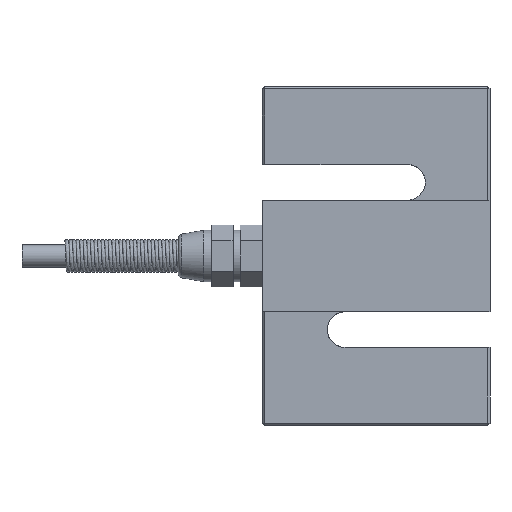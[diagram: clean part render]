
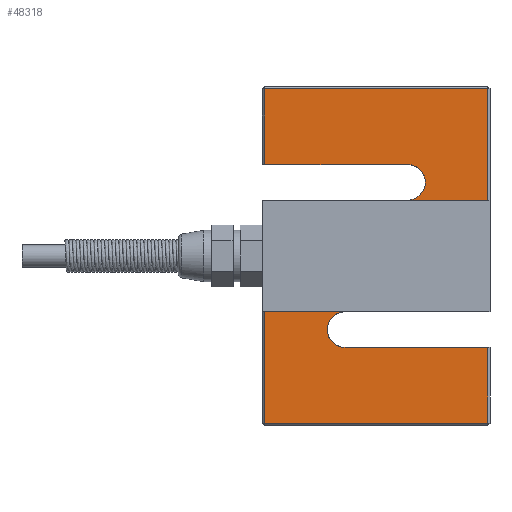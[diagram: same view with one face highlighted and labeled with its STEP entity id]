
A CAD part, front view. The second image highlights one B-rep face of the part: STEP entity #48318.
In plain terms, the highlighted free-form (B-spline) face has degree [1, 1] with [2, 2] control points.
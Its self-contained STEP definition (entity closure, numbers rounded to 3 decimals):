
#47858 = EDGE_CURVE('',#47859,#47861,#47863,.T.);
#47859 = VERTEX_POINT('',#47860);
#47860 = CARTESIAN_POINT('',(-7.242,-9.828,
    -21.208));
#47861 = VERTEX_POINT('',#47862);
#47862 = CARTESIAN_POINT('',(25.863,-9.828,
    -21.208));
#47863 = B_SPLINE_CURVE_WITH_KNOTS('',1,(#47864,#47865),.UNSPECIFIED.,
  .F.,.F.,(2,2),(4.,36.),.PIECEWISE_BEZIER_KNOTS.);
#47864 = CARTESIAN_POINT('',(-7.242,-9.828,
    -21.208));
#47865 = CARTESIAN_POINT('',(25.863,-9.828,
    -21.208));
#47978 = VERTEX_POINT('',#47979);
#47979 = CARTESIAN_POINT('',(7.242,-9.828,
    21.208));
#47984 = EDGE_CURVE('',#47978,#47985,#47987,.T.);
#47985 = VERTEX_POINT('',#47986);
#47986 = CARTESIAN_POINT('',(-25.863,-9.828,
    21.208));
#47987 = B_SPLINE_CURVE_WITH_KNOTS('',1,(#47988,#47989),.UNSPECIFIED.,
  .F.,.F.,(2,2),(4.,36.),.PIECEWISE_BEZIER_KNOTS.);
#47988 = CARTESIAN_POINT('',(7.242,-9.828,
    21.208));
#47989 = CARTESIAN_POINT('',(-25.863,-9.828,
    21.208));
#48069 = EDGE_CURVE('',#48070,#47978,#48072,.T.);
#48070 = VERTEX_POINT('',#48071);
#48071 = CARTESIAN_POINT('',(7.242,-9.828,
    12.932));
#48072 = ( BOUNDED_CURVE() B_SPLINE_CURVE(2,(#48073,#48074,#48075,#48076
,#48077),.UNSPECIFIED.,.F.,.F.) B_SPLINE_CURVE_WITH_KNOTS((3,2,3),(
    3.142,4.712,6.283),
.PIECEWISE_BEZIER_KNOTS.) CURVE() GEOMETRIC_REPRESENTATION_ITEM() 
RATIONAL_B_SPLINE_CURVE((1.,0.707,1.,0.707,1.)) 
REPRESENTATION_ITEM('') );
#48073 = CARTESIAN_POINT('',(7.242,-9.828,
    12.932));
#48074 = CARTESIAN_POINT('',(11.38,-9.828,
    12.932));
#48075 = CARTESIAN_POINT('',(11.38,-9.828,
    17.07));
#48076 = CARTESIAN_POINT('',(11.38,-9.828,
    21.208));
#48077 = CARTESIAN_POINT('',(7.242,-9.828,
    21.208));
#48098 = EDGE_CURVE('',#48099,#47859,#48101,.T.);
#48099 = VERTEX_POINT('',#48100);
#48100 = CARTESIAN_POINT('',(-7.242,-9.828,
    -12.932));
#48101 = ( BOUNDED_CURVE() B_SPLINE_CURVE(2,(#48102,#48103,#48104,#48105
,#48106),.UNSPECIFIED.,.F.,.F.) B_SPLINE_CURVE_WITH_KNOTS((3,2,3),(0.,
1.571,3.142),.PIECEWISE_BEZIER_KNOTS.) CURVE() 
GEOMETRIC_REPRESENTATION_ITEM() RATIONAL_B_SPLINE_CURVE((1.,
0.707,1.,0.707,1.)) REPRESENTATION_ITEM('') );
#48102 = CARTESIAN_POINT('',(-7.242,-9.828,
    -12.932));
#48103 = CARTESIAN_POINT('',(-11.38,-9.828,
    -12.932));
#48104 = CARTESIAN_POINT('',(-11.38,-9.828,
    -17.07));
#48105 = CARTESIAN_POINT('',(-11.38,-9.828,
    -21.208));
#48106 = CARTESIAN_POINT('',(-7.242,-9.828,
    -21.208));
#48168 = VERTEX_POINT('',#48169);
#48169 = CARTESIAN_POINT('',(-25.863,-9.828,
    12.932));
#48174 = EDGE_CURVE('',#48168,#48070,#48175,.T.);
#48175 = B_SPLINE_CURVE_WITH_KNOTS('',1,(#48176,#48177),.UNSPECIFIED.,
  .F.,.F.,(2,2),(0.5,32.5),.PIECEWISE_BEZIER_KNOTS.);
#48176 = CARTESIAN_POINT('',(-25.863,-9.828,
    12.932));
#48177 = CARTESIAN_POINT('',(7.242,-9.828,
    12.932));
#48250 = VERTEX_POINT('',#48251);
#48251 = CARTESIAN_POINT('',(25.863,-9.828,
    -12.932));
#48256 = EDGE_CURVE('',#48250,#48099,#48257,.T.);
#48257 = B_SPLINE_CURVE_WITH_KNOTS('',1,(#48258,#48259),.UNSPECIFIED.,
  .F.,.F.,(2,2),(0.5,32.5),.PIECEWISE_BEZIER_KNOTS.);
#48258 = CARTESIAN_POINT('',(25.863,-9.828,
    -12.932));
#48259 = CARTESIAN_POINT('',(-7.242,-9.828,
    -12.932));
#48318 = ADVANCED_FACE('',(#48319),#48365,.F.);
#48319 = FACE_BOUND('',#48320,.T.);
#48320 = EDGE_LOOP('',(#48321,#48330,#48335,#48336,#48337,#48338,#48345,
    #48352,#48357,#48358,#48359,#48360));
#48321 = ORIENTED_EDGE('',*,*,#48322,.T.);
#48322 = EDGE_CURVE('',#48323,#48325,#48327,.T.);
#48323 = VERTEX_POINT('',#48324);
#48324 = CARTESIAN_POINT('',(25.863,-9.828,
    38.795));
#48325 = VERTEX_POINT('',#48326);
#48326 = CARTESIAN_POINT('',(-25.863,-9.828,
    38.795));
#48327 = B_SPLINE_CURVE_WITH_KNOTS('',1,(#48328,#48329),.UNSPECIFIED.,
  .F.,.F.,(2,2),(-25.,25.),.PIECEWISE_BEZIER_KNOTS.);
#48328 = CARTESIAN_POINT('',(25.863,-9.828,
    38.795));
#48329 = CARTESIAN_POINT('',(-25.863,-9.828,
    38.795));
#48330 = ORIENTED_EDGE('',*,*,#48331,.T.);
#48331 = EDGE_CURVE('',#48325,#47985,#48332,.T.);
#48332 = B_SPLINE_CURVE_WITH_KNOTS('',1,(#48333,#48334),.UNSPECIFIED.,
  .F.,.F.,(2,2),(-37.5,-20.5),.PIECEWISE_BEZIER_KNOTS.);
#48333 = CARTESIAN_POINT('',(-25.863,-9.828,
    38.795));
#48334 = CARTESIAN_POINT('',(-25.863,-9.828,
    21.208));
#48335 = ORIENTED_EDGE('',*,*,#47984,.F.);
#48336 = ORIENTED_EDGE('',*,*,#48069,.F.);
#48337 = ORIENTED_EDGE('',*,*,#48174,.F.);
#48338 = ORIENTED_EDGE('',*,*,#48339,.T.);
#48339 = EDGE_CURVE('',#48168,#48340,#48342,.T.);
#48340 = VERTEX_POINT('',#48341);
#48341 = CARTESIAN_POINT('',(-25.863,-9.828,
    -38.795));
#48342 = B_SPLINE_CURVE_WITH_KNOTS('',1,(#48343,#48344),.UNSPECIFIED.,
  .F.,.F.,(2,2),(-12.5,37.5),.PIECEWISE_BEZIER_KNOTS.);
#48343 = CARTESIAN_POINT('',(-25.863,-9.828,
    12.932));
#48344 = CARTESIAN_POINT('',(-25.863,-9.828,
    -38.795));
#48345 = ORIENTED_EDGE('',*,*,#48346,.T.);
#48346 = EDGE_CURVE('',#48340,#48347,#48349,.T.);
#48347 = VERTEX_POINT('',#48348);
#48348 = CARTESIAN_POINT('',(25.863,-9.828,
    -38.795));
#48349 = B_SPLINE_CURVE_WITH_KNOTS('',1,(#48350,#48351),.UNSPECIFIED.,
  .F.,.F.,(2,2),(-25.,25.),.PIECEWISE_BEZIER_KNOTS.);
#48350 = CARTESIAN_POINT('',(-25.863,-9.828,
    -38.795));
#48351 = CARTESIAN_POINT('',(25.863,-9.828,
    -38.795));
#48352 = ORIENTED_EDGE('',*,*,#48353,.T.);
#48353 = EDGE_CURVE('',#48347,#47861,#48354,.T.);
#48354 = B_SPLINE_CURVE_WITH_KNOTS('',1,(#48355,#48356),.UNSPECIFIED.,
  .F.,.F.,(2,2),(-37.5,-20.5),.PIECEWISE_BEZIER_KNOTS.);
#48355 = CARTESIAN_POINT('',(25.863,-9.828,
    -38.795));
#48356 = CARTESIAN_POINT('',(25.863,-9.828,
    -21.208));
#48357 = ORIENTED_EDGE('',*,*,#47858,.F.);
#48358 = ORIENTED_EDGE('',*,*,#48098,.F.);
#48359 = ORIENTED_EDGE('',*,*,#48256,.F.);
#48360 = ORIENTED_EDGE('',*,*,#48361,.T.);
#48361 = EDGE_CURVE('',#48250,#48323,#48362,.T.);
#48362 = B_SPLINE_CURVE_WITH_KNOTS('',1,(#48363,#48364),.UNSPECIFIED.,
  .F.,.F.,(2,2),(-12.5,37.5),.PIECEWISE_BEZIER_KNOTS.);
#48363 = CARTESIAN_POINT('',(25.863,-9.828,
    -12.932));
#48364 = CARTESIAN_POINT('',(25.863,-9.828,
    38.795));
#48365 = B_SPLINE_SURFACE_WITH_KNOTS('',1,1,(
    (#48366,#48367)
    ,(#48368,#48369
  )),.UNSPECIFIED.,.F.,.F.,.F.,(2,2),(2,2),(-37.5,37.5),(-25.,25.),
  .PIECEWISE_BEZIER_KNOTS.);
#48366 = CARTESIAN_POINT('',(-25.863,-9.828,
    -38.795));
#48367 = CARTESIAN_POINT('',(25.863,-9.828,
    -38.795));
#48368 = CARTESIAN_POINT('',(-25.863,-9.828,
    38.795));
#48369 = CARTESIAN_POINT('',(25.863,-9.828,
    38.795));
